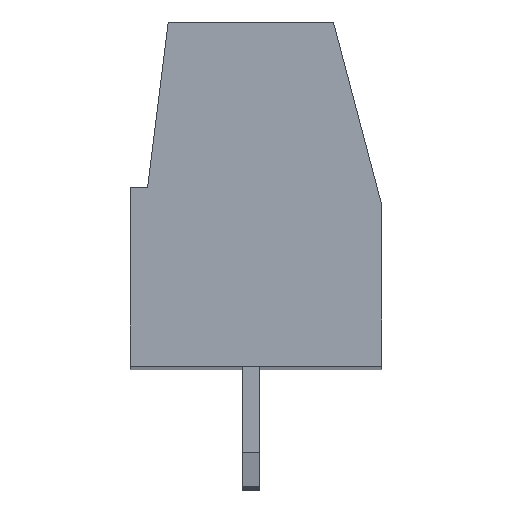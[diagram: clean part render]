
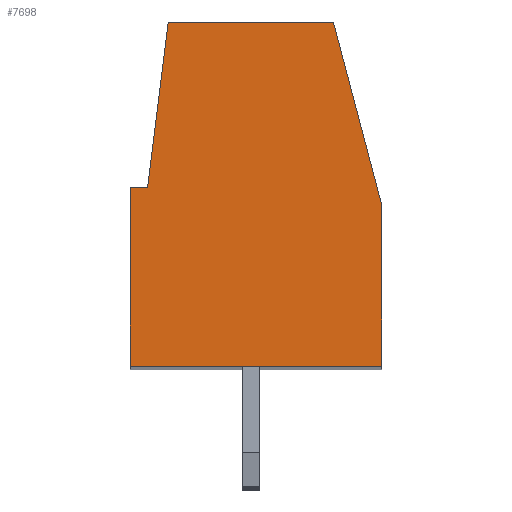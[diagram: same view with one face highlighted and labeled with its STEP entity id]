
A CAD part, top view. The second image highlights one B-rep face of the part: STEP entity #7698.
In plain terms, the highlighted planar face has unit normal (0, 0, 1).
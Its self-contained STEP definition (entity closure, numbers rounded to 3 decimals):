
#13=DIRECTION('',(0.,1.,0.));
#14=VECTOR('',#13,5.2);
#15=CARTESIAN_POINT('',(-3.5,-3.305,54.6));
#16=LINE('',#15,#14);
#17=DIRECTION('',(1.,0.,0.));
#18=VECTOR('',#17,0.5);
#19=CARTESIAN_POINT('',(-3.5,1.895,54.6));
#20=LINE('',#19,#18);
#21=DIRECTION('',(0.124,0.992,0.));
#22=VECTOR('',#21,4.837);
#23=CARTESIAN_POINT('',(-3.,1.895,54.6));
#24=LINE('',#23,#22);
#25=DIRECTION('',(1.,0.,0.));
#26=VECTOR('',#25,4.8);
#27=CARTESIAN_POINT('',(-2.4,6.695,54.6));
#28=LINE('',#27,#26);
#29=DIRECTION('',(0.255,-0.967,0.));
#30=VECTOR('',#29,5.482);
#31=CARTESIAN_POINT('',(2.4,6.695,54.6));
#32=LINE('',#31,#30);
#33=DIRECTION('',(0.,-1.,0.));
#34=VECTOR('',#33,4.7);
#35=CARTESIAN_POINT('',(3.8,1.395,54.6));
#36=LINE('',#35,#34);
#37=DIRECTION('',(-1.,0.,0.));
#38=VECTOR('',#37,7.3);
#39=CARTESIAN_POINT('',(3.8,-3.305,54.6));
#40=LINE('',#39,#38);
#6081=CARTESIAN_POINT('',(-3.5,-3.305,54.6));
#6082=CARTESIAN_POINT('',(-3.5,1.895,54.6));
#6083=VERTEX_POINT('',#6081);
#6084=VERTEX_POINT('',#6082);
#6085=CARTESIAN_POINT('',(3.8,-3.305,54.6));
#6086=VERTEX_POINT('',#6085);
#6087=CARTESIAN_POINT('',(3.8,1.395,54.6));
#6088=VERTEX_POINT('',#6087);
#6089=CARTESIAN_POINT('',(2.4,6.695,54.6));
#6090=VERTEX_POINT('',#6089);
#6091=CARTESIAN_POINT('',(-2.4,6.695,54.6));
#6092=VERTEX_POINT('',#6091);
#6093=CARTESIAN_POINT('',(-3.,1.895,54.6));
#6094=VERTEX_POINT('',#6093);
#7677=CARTESIAN_POINT('',(0.,0.,54.6));
#7678=DIRECTION('',(0.,0.,1.));
#7679=DIRECTION('',(1.,0.,0.));
#7680=AXIS2_PLACEMENT_3D('',#7677,#7678,#7679);
#7681=PLANE('',#7680);
#7683=ORIENTED_EDGE('',*,*,#7682,.T.);
#7685=ORIENTED_EDGE('',*,*,#7684,.T.);
#7687=ORIENTED_EDGE('',*,*,#7686,.T.);
#7689=ORIENTED_EDGE('',*,*,#7688,.T.);
#7691=ORIENTED_EDGE('',*,*,#7690,.T.);
#7693=ORIENTED_EDGE('',*,*,#7692,.T.);
#7695=ORIENTED_EDGE('',*,*,#7694,.T.);
#7696=EDGE_LOOP('',(#7683,#7685,#7687,#7689,#7691,#7693,#7695));
#7697=FACE_OUTER_BOUND('',#7696,.F.);
#7682=EDGE_CURVE('',#6083,#6084,#16,.T.);
#7684=EDGE_CURVE('',#6084,#6094,#20,.T.);
#7686=EDGE_CURVE('',#6094,#6092,#24,.T.);
#7688=EDGE_CURVE('',#6092,#6090,#28,.T.);
#7690=EDGE_CURVE('',#6090,#6088,#32,.T.);
#7692=EDGE_CURVE('',#6088,#6086,#36,.T.);
#7694=EDGE_CURVE('',#6086,#6083,#40,.T.);
#7698=ADVANCED_FACE('',(#7697),#7681,.T.);
